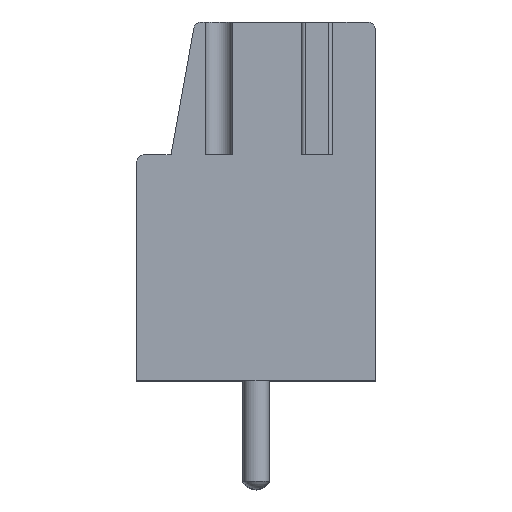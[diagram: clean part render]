
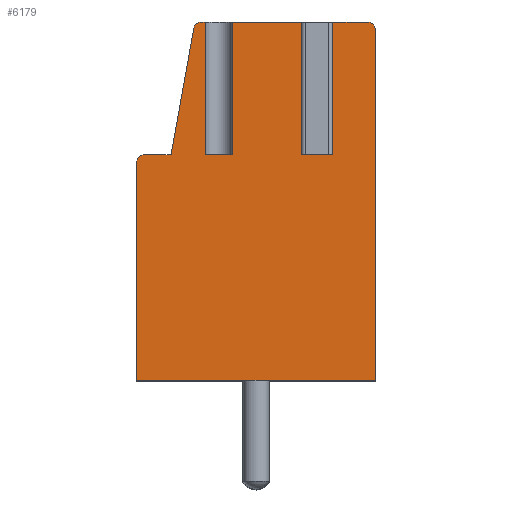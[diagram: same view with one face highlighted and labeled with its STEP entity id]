
A CAD part, top view. The second image highlights one B-rep face of the part: STEP entity #6179.
In plain terms, the highlighted planar face has unit normal (0, 0, 1).
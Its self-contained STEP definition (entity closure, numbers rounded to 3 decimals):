
#52=DIRECTION('',(1.,0.,0.));
#53=VECTOR('',#52,1.);
#54=CARTESIAN_POINT('',(-1.9,3.36,22.5));
#55=LINE('',#54,#53);
#56=DIRECTION('',(0.,1.,0.));
#57=VECTOR('',#56,5.);
#58=CARTESIAN_POINT('',(-0.9,3.36,22.5));
#59=LINE('',#58,#57);
#60=DIRECTION('',(-1.,0.,0.));
#61=VECTOR('',#60,2.8);
#62=CARTESIAN_POINT('',(1.9,8.36,22.5));
#63=LINE('',#62,#61);
#64=DIRECTION('',(0.,1.,0.));
#65=VECTOR('',#64,5.);
#66=CARTESIAN_POINT('',(1.9,3.36,22.5));
#67=LINE('',#66,#65);
#68=DIRECTION('',(1.,0.,0.));
#69=VECTOR('',#68,0.8);
#70=CARTESIAN_POINT('',(1.9,3.36,22.5));
#71=LINE('',#70,#69);
#72=DIRECTION('',(0.,1.,0.));
#73=VECTOR('',#72,5.);
#74=CARTESIAN_POINT('',(2.7,3.36,22.5));
#75=LINE('',#74,#73);
#76=DIRECTION('',(-1.,0.,0.));
#77=VECTOR('',#76,1.5);
#78=CARTESIAN_POINT('',(4.2,8.36,22.5));
#79=LINE('',#78,#77);
#80=CARTESIAN_POINT('',(4.2,8.06,22.5));
#81=DIRECTION('',(0.,0.,1.));
#82=DIRECTION('',(1.,0.,0.));
#83=AXIS2_PLACEMENT_3D('',#80,#81,#82);
#85=DIRECTION('',(0.,1.,0.));
#86=VECTOR('',#85,13.2);
#87=CARTESIAN_POINT('',(4.5,-5.14,22.5));
#88=LINE('',#87,#86);
#89=DIRECTION('',(1.,0.,0.));
#90=VECTOR('',#89,9.);
#91=CARTESIAN_POINT('',(-4.5,-5.14,22.5));
#92=LINE('',#91,#90);
#93=DIRECTION('',(0.,-1.,0.));
#94=VECTOR('',#93,8.2);
#95=CARTESIAN_POINT('',(-4.5,3.06,22.5));
#96=LINE('',#95,#94);
#97=CARTESIAN_POINT('',(-4.2,3.06,22.5));
#98=DIRECTION('',(0.,0.,1.));
#99=DIRECTION('',(0.,1.,0.));
#100=AXIS2_PLACEMENT_3D('',#97,#98,#99);
#102=DIRECTION('',(-1.,0.,0.));
#103=VECTOR('',#102,1.);
#104=CARTESIAN_POINT('',(-3.2,3.36,22.5));
#105=LINE('',#104,#103);
#106=DIRECTION('',(-0.177,-0.984,0.));
#107=VECTOR('',#106,4.829);
#108=CARTESIAN_POINT('',(-2.345,8.113,22.5));
#109=LINE('',#108,#107);
#110=CARTESIAN_POINT('',(-2.05,8.06,22.5));
#111=DIRECTION('',(0.,0.,1.));
#112=DIRECTION('',(0.,1.,0.));
#113=AXIS2_PLACEMENT_3D('',#110,#111,#112);
#115=DIRECTION('',(-1.,0.,0.));
#116=VECTOR('',#115,0.15);
#117=CARTESIAN_POINT('',(-1.9,8.36,22.5));
#118=LINE('',#117,#116);
#119=DIRECTION('',(0.,1.,0.));
#120=VECTOR('',#119,5.);
#121=CARTESIAN_POINT('',(-1.9,3.36,22.5));
#122=LINE('',#121,#120);
#4783=CARTESIAN_POINT('',(4.5,-5.14,22.5));
#4784=CARTESIAN_POINT('',(4.5,8.06,22.5));
#4785=VERTEX_POINT('',#4783);
#4786=VERTEX_POINT('',#4784);
#4787=CARTESIAN_POINT('',(4.2,8.36,22.5));
#4788=VERTEX_POINT('',#4787);
#4789=CARTESIAN_POINT('',(-2.05,8.36,22.5));
#4790=CARTESIAN_POINT('',(-2.345,8.113,22.5));
#4791=VERTEX_POINT('',#4789);
#4792=VERTEX_POINT('',#4790);
#4793=CARTESIAN_POINT('',(-3.2,3.36,22.5));
#4794=VERTEX_POINT('',#4793);
#4795=CARTESIAN_POINT('',(-4.2,3.36,22.5));
#4796=VERTEX_POINT('',#4795);
#4797=CARTESIAN_POINT('',(-4.5,3.06,22.5));
#4798=VERTEX_POINT('',#4797);
#4799=CARTESIAN_POINT('',(-4.5,-5.14,22.5));
#4800=VERTEX_POINT('',#4799);
#5098=CARTESIAN_POINT('',(1.9,3.36,22.5));
#5099=CARTESIAN_POINT('',(2.7,3.36,22.5));
#5100=VERTEX_POINT('',#5098);
#5101=VERTEX_POINT('',#5099);
#5102=CARTESIAN_POINT('',(2.7,8.36,22.5));
#5103=VERTEX_POINT('',#5102);
#5104=CARTESIAN_POINT('',(1.9,8.36,22.5));
#5105=VERTEX_POINT('',#5104);
#5126=CARTESIAN_POINT('',(-1.9,3.36,22.5));
#5127=CARTESIAN_POINT('',(-0.9,3.36,22.5));
#5128=VERTEX_POINT('',#5126);
#5129=VERTEX_POINT('',#5127);
#5130=CARTESIAN_POINT('',(-0.9,8.36,22.5));
#5131=VERTEX_POINT('',#5130);
#5132=CARTESIAN_POINT('',(-1.9,8.36,22.5));
#5133=VERTEX_POINT('',#5132);
#6138=CARTESIAN_POINT('',(0.,0.,22.5));
#6139=DIRECTION('',(0.,0.,1.));
#6140=DIRECTION('',(1.,0.,0.));
#6141=AXIS2_PLACEMENT_3D('',#6138,#6139,#6140);
#6142=PLANE('',#6141);
#6144=ORIENTED_EDGE('',*,*,#6143,.T.);
#6146=ORIENTED_EDGE('',*,*,#6145,.T.);
#6148=ORIENTED_EDGE('',*,*,#6147,.F.);
#6150=ORIENTED_EDGE('',*,*,#6149,.F.);
#6152=ORIENTED_EDGE('',*,*,#6151,.T.);
#6154=ORIENTED_EDGE('',*,*,#6153,.T.);
#6156=ORIENTED_EDGE('',*,*,#6155,.F.);
#6158=ORIENTED_EDGE('',*,*,#6157,.F.);
#6160=ORIENTED_EDGE('',*,*,#6159,.F.);
#6162=ORIENTED_EDGE('',*,*,#6161,.F.);
#6164=ORIENTED_EDGE('',*,*,#6163,.F.);
#6166=ORIENTED_EDGE('',*,*,#6165,.F.);
#6168=ORIENTED_EDGE('',*,*,#6167,.F.);
#6170=ORIENTED_EDGE('',*,*,#6169,.F.);
#6172=ORIENTED_EDGE('',*,*,#6171,.F.);
#6174=ORIENTED_EDGE('',*,*,#6173,.F.);
#6176=ORIENTED_EDGE('',*,*,#6175,.F.);
#6177=EDGE_LOOP('',(#6144,#6146,#6148,#6150,#6152,#6154,#6156,#6158,#6160,#6162,
#6164,#6166,#6168,#6170,#6172,#6174,#6176));
#6178=FACE_OUTER_BOUND('',#6177,.F.);
#84=CIRCLE('',#83,0.3);
#101=CIRCLE('',#100,0.3);
#114=CIRCLE('',#113,0.3);
#6143=EDGE_CURVE('',#5128,#5129,#55,.T.);
#6145=EDGE_CURVE('',#5129,#5131,#59,.T.);
#6147=EDGE_CURVE('',#5105,#5131,#63,.T.);
#6149=EDGE_CURVE('',#5100,#5105,#67,.T.);
#6151=EDGE_CURVE('',#5100,#5101,#71,.T.);
#6153=EDGE_CURVE('',#5101,#5103,#75,.T.);
#6155=EDGE_CURVE('',#4788,#5103,#79,.T.);
#6157=EDGE_CURVE('',#4786,#4788,#84,.T.);
#6159=EDGE_CURVE('',#4785,#4786,#88,.T.);
#6161=EDGE_CURVE('',#4800,#4785,#92,.T.);
#6163=EDGE_CURVE('',#4798,#4800,#96,.T.);
#6165=EDGE_CURVE('',#4796,#4798,#101,.T.);
#6167=EDGE_CURVE('',#4794,#4796,#105,.T.);
#6169=EDGE_CURVE('',#4792,#4794,#109,.T.);
#6171=EDGE_CURVE('',#4791,#4792,#114,.T.);
#6173=EDGE_CURVE('',#5133,#4791,#118,.T.);
#6175=EDGE_CURVE('',#5128,#5133,#122,.T.);
#6179=ADVANCED_FACE('',(#6178),#6142,.T.);
